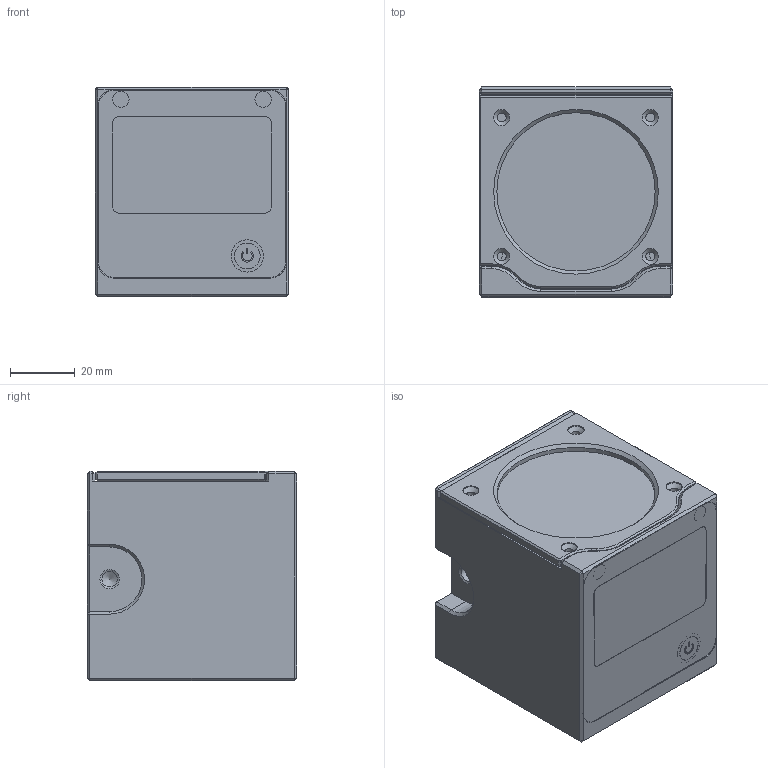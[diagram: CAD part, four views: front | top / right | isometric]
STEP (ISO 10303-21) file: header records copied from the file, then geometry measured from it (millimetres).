
FILE_DESCRIPTION(/* description */ (''),/* implementation_level */ '2;1');
FILE_NAME(/* name */ 'CUBE',/* time_stamp */ '2017-11-28T15:39:52+01:00',/* author */ (''),/* organization */ (''),/* preprocessor_version */ 'ST-DEVELOPER v16.5',/* originating_system */ 'HiCAD 2016 2102.3 Build 808',/* authorisation */ '');
FILE_SCHEMA (('AUTOMOTIVE_DESIGN { 1 0 10303 214 1 1 1 1 }'));
Length unit declared in the file: millimetre
Products named in the file (24): Root; PowerCube_Baugruppe; Gehäuse_Baugruppe; kborC9D4rlcb; Magnet-5x3; PWC-Gehäuse; Schutzlas_Baugruppe; Schutzglas 55x1,5; O-Ring 51 x 1,5; HiCADRef:504705476_PWC-SCHUTZGLAS-HALTER; Frontpanel_Baugruppe; Display_Baugruppe; BACKLIGHT; TRÄGERGLAS; DECKGLAS; ZWISCHENLAGEN; Displayfolie; Sichtglas; Druckknopf; Schrift; HiCADRef:504705474_PWC-DISPLAY-ABDECKUNG
Assembly tree (23 placements, depth 6):
  Root
    PowerCube_Baugruppe
      Gehäuse_Baugruppe
        kborC9D4rlcb
        Magnet-5x3
        Magnet-5x3
        Magnet-5x3
        Magnet-5x3
        PWC-Gehäuse
      Schutzlas_Baugruppe
        Schutzglas 55x1,5
        O-Ring 51 x 1,5
        HiCADRef:504705476_PWC-SCHUTZGLAS-HALTER
      Frontpanel_Baugruppe
        Display_Baugruppe
          BACKLIGHT
          TRÄGERGLAS
          DECKGLAS
          ZWISCHENLAGEN
        Displayfolie
          Sichtglas
          Druckknopf
            Schrift
        HiCADRef:504705474_PWC-DISPLAY-ABDECKUNG
Bounding box: 60 x 65 x 65 mm (x, y, z)
Volume: 235954 mm3; surface area: 67112.2 mm2
Topology: 19 solids, 19 shells, 464 faces, 1071 edges, 670 vertices
Faces by surface type: plane 285, cylinder 129, cone 42, torus 4, sphere 4
Full cylindrical faces by diameter (mm): 0.48 x4, 0.5 x4, 0.6 x1, 0.7 x4, 2.7 x6, 4.25 x1, 4.3 x1, 4.387 x1, 4.773 x1, 5 x17, 8 x2, 9 x1, 49 x2, 51 x1, 55 x1, 55.2 x1, 55.5 x1
Entity records: 12739 total; most frequent: DIRECTION 2252, CARTESIAN_POINT 2220, ORIENTED_EDGE 1912, EDGE_CURVE 956, AXIS2_PLACEMENT_3D 810, VERTEX_POINT 634, VECTOR 632, LINE 632
